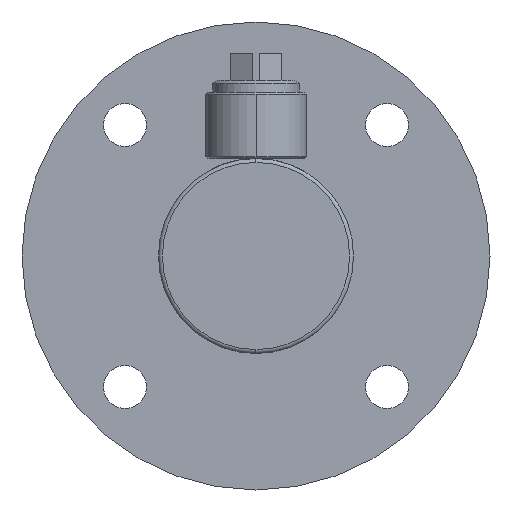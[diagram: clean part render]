
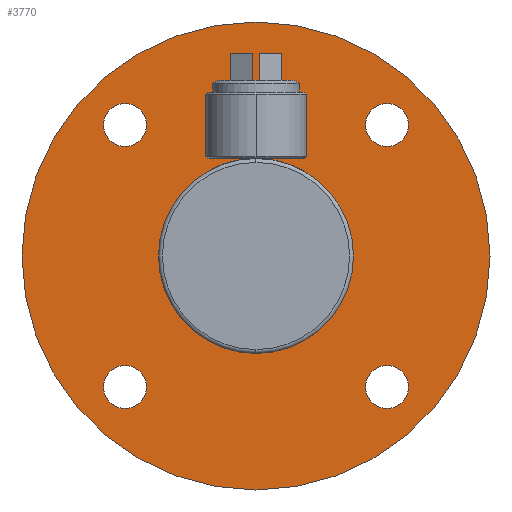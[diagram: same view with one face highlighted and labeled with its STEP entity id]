
A CAD part, left-side view. The second image highlights one B-rep face of the part: STEP entity #3770.
In plain terms, the highlighted planar face has unit normal (-1, 0, 0).
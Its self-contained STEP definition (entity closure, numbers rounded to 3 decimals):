
#85 = DIRECTION ( 'NONE',  ( 0., 0., 1. ) ) ;
#86 = CARTESIAN_POINT ( 'NONE',  ( -18., -33.588, -28.088 ) ) ;
#143 = AXIS2_PLACEMENT_3D ( 'NONE', #5876, #5931, #483 ) ;
#165 = DIRECTION ( 'NONE',  ( 0., 0., 1. ) ) ;
#197 = DIRECTION ( 'NONE',  ( -1., 0., 0. ) ) ;
#265 = CARTESIAN_POINT ( 'NONE',  ( -18., 0., 0. ) ) ;
#342 = VERTEX_POINT ( 'NONE', #4622 ) ;
#388 = AXIS2_PLACEMENT_3D ( 'NONE', #8160, #10821, #3573 ) ;
#389 = ORIENTED_EDGE ( 'NONE', *, *, #8961, .T. ) ;
#418 = VERTEX_POINT ( 'NONE', #6858 ) ;
#483 = DIRECTION ( 'NONE',  ( 0., 0., 1. ) ) ;
#574 = CARTESIAN_POINT ( 'NONE',  ( -18., 0., -60. ) ) ;
#624 = ORIENTED_EDGE ( 'NONE', *, *, #854, .T. ) ;
#854 = EDGE_CURVE ( 'NONE', #3391, #8769, #7522, .T. ) ;
#1109 = DIRECTION ( 'NONE',  ( 0., 0., 1. ) ) ;
#1193 = CARTESIAN_POINT ( 'NONE',  ( -18., 33.588, -33.588 ) ) ;
#1267 = EDGE_LOOP ( 'NONE', ( #8278, #1308 ) ) ;
#1308 = ORIENTED_EDGE ( 'NONE', *, *, #8571, .T. ) ;
#1357 = DIRECTION ( 'NONE',  ( 1., 0., 0. ) ) ;
#1516 = ORIENTED_EDGE ( 'NONE', *, *, #2385, .T. ) ;
#1525 = CIRCLE ( 'NONE', #7278, 5.5 ) ;
#1568 = CARTESIAN_POINT ( 'NONE',  ( -18., 0., 0. ) ) ;
#1570 = DIRECTION ( 'NONE',  ( 0., 0., 1. ) ) ;
#1592 = ORIENTED_EDGE ( 'NONE', *, *, #11119, .F. ) ;
#1628 = EDGE_CURVE ( 'NONE', #8769, #3391, #1525, .T. ) ;
#1716 = VERTEX_POINT ( 'NONE', #10656 ) ;
#1798 = EDGE_CURVE ( 'NONE', #2578, #418, #3249, .T. ) ;
#1945 = EDGE_CURVE ( 'NONE', #8848, #6701, #9418, .T. ) ;
#2164 = EDGE_CURVE ( 'NONE', #342, #9374, #10140, .T. ) ;
#2201 = FACE_BOUND ( 'NONE', #1267, .T. ) ;
#2203 = CARTESIAN_POINT ( 'NONE',  ( -18., -33.588, -33.588 ) ) ;
#2259 = DIRECTION ( 'NONE',  ( 0., 0., 1. ) ) ;
#2289 = CARTESIAN_POINT ( 'NONE',  ( -18., -33.588, -39.088 ) ) ;
#2385 = EDGE_CURVE ( 'NONE', #10915, #7346, #8411, .T. ) ;
#2502 = CARTESIAN_POINT ( 'NONE',  ( -18., -33.588, -33.588 ) ) ;
#2578 = VERTEX_POINT ( 'NONE', #6417 ) ;
#2651 = AXIS2_PLACEMENT_3D ( 'NONE', #2724, #5444, #8328 ) ;
#2724 = CARTESIAN_POINT ( 'NONE',  ( -18., -33.588, 33.588 ) ) ;
#3012 = CARTESIAN_POINT ( 'NONE',  ( -18., 0., 0. ) ) ;
#3110 = ORIENTED_EDGE ( 'NONE', *, *, #1628, .T. ) ;
#3249 = CIRCLE ( 'NONE', #7292, 5.5 ) ;
#3311 = CARTESIAN_POINT ( 'NONE',  ( -18., 33.588, -39.088 ) ) ;
#3391 = VERTEX_POINT ( 'NONE', #8477 ) ;
#3483 = FACE_BOUND ( 'NONE', #5940, .T. ) ;
#3573 = DIRECTION ( 'NONE',  ( 0., 0., 1. ) ) ;
#3615 = EDGE_CURVE ( 'NONE', #4885, #1716, #4596, .T. ) ;
#3770 = ADVANCED_FACE ( 'NONE', ( #9808, #3483, #2201, #8002, #9590, #9031 ), #8640, .T. ) ;
#3852 = DIRECTION ( 'NONE',  ( 1., 0., 0. ) ) ;
#4030 = AXIS2_PLACEMENT_3D ( 'NONE', #2502, #11740, #5336 ) ;
#4234 = CARTESIAN_POINT ( 'NONE',  ( -18., 33.588, 39.088 ) ) ;
#4596 = CIRCLE ( 'NONE', #388, 60. ) ;
#4622 = CARTESIAN_POINT ( 'NONE',  ( -18., 0., -24.5 ) ) ;
#4885 = VERTEX_POINT ( 'NONE', #574 ) ;
#4901 = CARTESIAN_POINT ( 'NONE',  ( -18., 33.588, 28.088 ) ) ;
#4989 = DIRECTION ( 'NONE',  ( 0., 0., 1. ) ) ;
#5336 = DIRECTION ( 'NONE',  ( 0., 0., 1. ) ) ;
#5380 = AXIS2_PLACEMENT_3D ( 'NONE', #10850, #6136, #1570 ) ;
#5444 = DIRECTION ( 'NONE',  ( 1., 0., 0. ) ) ;
#5516 = EDGE_LOOP ( 'NONE', ( #3110, #624 ) ) ;
#5580 = DIRECTION ( 'NONE',  ( 1., 0., 0. ) ) ;
#5808 = ORIENTED_EDGE ( 'NONE', *, *, #1945, .T. ) ;
#5876 = CARTESIAN_POINT ( 'NONE',  ( -18., 33.588, 33.588 ) ) ;
#5900 = AXIS2_PLACEMENT_3D ( 'NONE', #1568, #8228, #2259 ) ;
#5931 = DIRECTION ( 'NONE',  ( 1., 0., 0. ) ) ;
#5940 = EDGE_LOOP ( 'NONE', ( #5808, #8509 ) ) ;
#6136 = DIRECTION ( 'NONE',  ( -1., 0., 0. ) ) ;
#6200 = ORIENTED_EDGE ( 'NONE', *, *, #3615, .T. ) ;
#6242 = ORIENTED_EDGE ( 'NONE', *, *, #2164, .F. ) ;
#6248 = EDGE_CURVE ( 'NONE', #7346, #10915, #8608, .T. ) ;
#6284 = AXIS2_PLACEMENT_3D ( 'NONE', #7640, #3852, #7528 ) ;
#6417 = CARTESIAN_POINT ( 'NONE',  ( -18., -33.588, 28.088 ) ) ;
#6580 = EDGE_LOOP ( 'NONE', ( #389, #6200 ) ) ;
#6701 = VERTEX_POINT ( 'NONE', #86 ) ;
#6858 = CARTESIAN_POINT ( 'NONE',  ( -18., -33.588, 39.088 ) ) ;
#7096 = CIRCLE ( 'NONE', #9049, 24.5 ) ;
#7278 = AXIS2_PLACEMENT_3D ( 'NONE', #1193, #5580, #165 ) ;
#7292 = AXIS2_PLACEMENT_3D ( 'NONE', #7480, #8330, #1109 ) ;
#7346 = VERTEX_POINT ( 'NONE', #4901 ) ;
#7480 = CARTESIAN_POINT ( 'NONE',  ( -18., -33.588, 33.588 ) ) ;
#7522 = CIRCLE ( 'NONE', #8689, 5.5 ) ;
#7528 = DIRECTION ( 'NONE',  ( 0., 0., 1. ) ) ;
#7609 = DIRECTION ( 'NONE',  ( 0., 0., 1. ) ) ;
#7640 = CARTESIAN_POINT ( 'NONE',  ( -18., 33.588, 33.588 ) ) ;
#8002 = FACE_BOUND ( 'NONE', #11343, .T. ) ;
#8160 = CARTESIAN_POINT ( 'NONE',  ( -18., 0., 0. ) ) ;
#8228 = DIRECTION ( 'NONE',  ( -1., 0., 0. ) ) ;
#8278 = ORIENTED_EDGE ( 'NONE', *, *, #1798, .T. ) ;
#8328 = DIRECTION ( 'NONE',  ( 0., 0., 1. ) ) ;
#8330 = DIRECTION ( 'NONE',  ( 1., 0., 0. ) ) ;
#8411 = CIRCLE ( 'NONE', #6284, 5.5 ) ;
#8453 = EDGE_LOOP ( 'NONE', ( #1592, #6242 ) ) ;
#8477 = CARTESIAN_POINT ( 'NONE',  ( -18., 33.588, -28.088 ) ) ;
#8480 = AXIS2_PLACEMENT_3D ( 'NONE', #2203, #1357, #10569 ) ;
#8509 = ORIENTED_EDGE ( 'NONE', *, *, #10849, .T. ) ;
#8533 = CARTESIAN_POINT ( 'NONE',  ( -18., 33.588, -33.588 ) ) ;
#8571 = EDGE_CURVE ( 'NONE', #418, #2578, #11715, .T. ) ;
#8608 = CIRCLE ( 'NONE', #143, 5.5 ) ;
#8640 = PLANE ( 'NONE',  #5380 ) ;
#8642 = CIRCLE ( 'NONE', #11728, 60. ) ;
#8689 = AXIS2_PLACEMENT_3D ( 'NONE', #8533, #11257, #7609 ) ;
#8769 = VERTEX_POINT ( 'NONE', #3311 ) ;
#8848 = VERTEX_POINT ( 'NONE', #2289 ) ;
#8961 = EDGE_CURVE ( 'NONE', #1716, #4885, #8642, .T. ) ;
#9031 = FACE_BOUND ( 'NONE', #8453, .T. ) ;
#9049 = AXIS2_PLACEMENT_3D ( 'NONE', #3012, #10191, #85 ) ;
#9358 = ORIENTED_EDGE ( 'NONE', *, *, #6248, .T. ) ;
#9374 = VERTEX_POINT ( 'NONE', #11249 ) ;
#9418 = CIRCLE ( 'NONE', #4030, 5.5 ) ;
#9590 = FACE_OUTER_BOUND ( 'NONE', #6580, .T. ) ;
#9808 = FACE_BOUND ( 'NONE', #5516, .T. ) ;
#10140 = CIRCLE ( 'NONE', #5900, 24.5 ) ;
#10191 = DIRECTION ( 'NONE',  ( -1., 0., 0. ) ) ;
#10569 = DIRECTION ( 'NONE',  ( 0., 0., 1. ) ) ;
#10656 = CARTESIAN_POINT ( 'NONE',  ( -18., 0., 60. ) ) ;
#10821 = DIRECTION ( 'NONE',  ( -1., 0., 0. ) ) ;
#10849 = EDGE_CURVE ( 'NONE', #6701, #8848, #11766, .T. ) ;
#10850 = CARTESIAN_POINT ( 'NONE',  ( -18., 0., 60. ) ) ;
#10915 = VERTEX_POINT ( 'NONE', #4234 ) ;
#11119 = EDGE_CURVE ( 'NONE', #9374, #342, #7096, .T. ) ;
#11249 = CARTESIAN_POINT ( 'NONE',  ( -18., 0., 24.5 ) ) ;
#11257 = DIRECTION ( 'NONE',  ( 1., 0., 0. ) ) ;
#11343 = EDGE_LOOP ( 'NONE', ( #9358, #1516 ) ) ;
#11715 = CIRCLE ( 'NONE', #2651, 5.5 ) ;
#11728 = AXIS2_PLACEMENT_3D ( 'NONE', #265, #197, #4989 ) ;
#11740 = DIRECTION ( 'NONE',  ( 1., 0., 0. ) ) ;
#11766 = CIRCLE ( 'NONE', #8480, 5.5 ) ;
